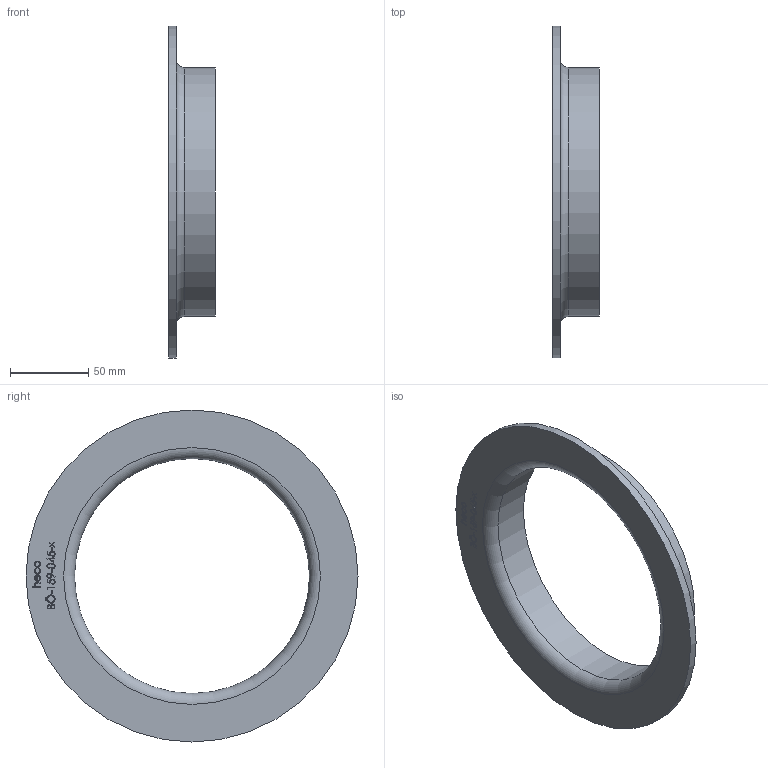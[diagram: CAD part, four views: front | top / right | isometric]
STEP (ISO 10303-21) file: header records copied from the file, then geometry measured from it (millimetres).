
FILE_DESCRIPTION (( 'STEP AP214' ), '1' );
FILE_NAME ('BÖ-159-045-x Vorschweissbördel 2012.STEP', '2020-12-03T12:12:05', ( '' ), ( '' ), 'SwSTEP 2.0', 'SolidWorks 2019', '' );
FILE_SCHEMA (( 'AUTOMOTIVE_DESIGN' ));
Length unit declared in the file: millimetre
Products named in the file (1): BÖ-159-045-x Vorschweissbördel 2012
Bounding box: 30 x 212 x 212 mm (x, y, z)
Volume: 140398.6 mm3; surface area: 62766.4 mm2
Topology: 1 solids, 1 shells, 208 faces, 535 edges, 356 vertices
Faces by surface type: plane 109, bspline 94, cylinder 3, torus 2
Full cylindrical faces by diameter (mm): 150 x1, 159 x1, 212 x1
Entity records: 13600 total; most frequent: CARTESIAN_POINT 7037, ORIENTED_EDGE 1060, DIRECTION 580, EDGE_CURVE 530, VERTEX_POINT 356, LINE 334, VECTOR 334, EDGE_LOOP 242
